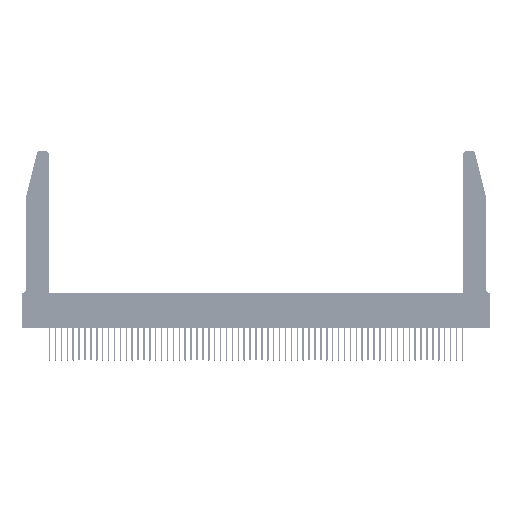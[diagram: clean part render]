
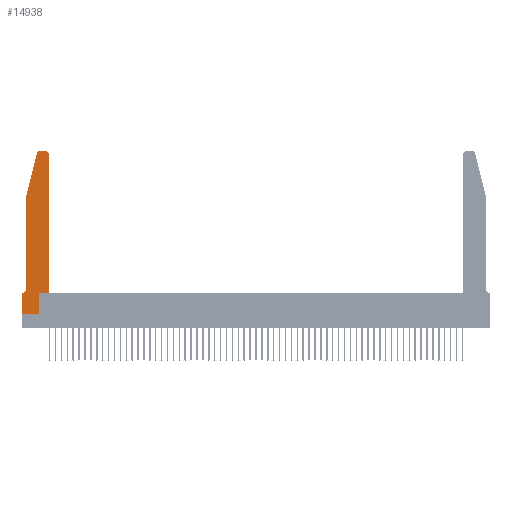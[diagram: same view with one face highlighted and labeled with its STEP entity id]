
A CAD part, top view. The second image highlights one B-rep face of the part: STEP entity #14938.
In plain terms, the highlighted planar face has unit normal (0, 0, 1).
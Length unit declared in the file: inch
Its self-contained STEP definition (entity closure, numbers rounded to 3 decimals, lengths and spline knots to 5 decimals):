
#217 = CARTESIAN_POINT ( 'NONE',  ( 0.2865, 0.35, 0.37 ) ) ;
#474 = VERTEX_POINT ( 'NONE', #12040 ) ;
#2125 = EDGE_CURVE ( 'NONE', #49610, #24304, #30887, .T. ) ;
#3137 = ORIENTED_EDGE ( 'NONE', *, *, #40070, .T. ) ;
#3256 = CARTESIAN_POINT ( 'NONE',  ( 0.0055, 0.42, 0.37 ) ) ;
#3316 = EDGE_CURVE ( 'NONE', #4543, #25244, #17147, .T. ) ;
#4103 = CARTESIAN_POINT ( 'NONE',  ( 0.4505, 2.72, 0.37 ) ) ;
#4543 = VERTEX_POINT ( 'NONE', #42273 ) ;
#4726 = VERTEX_POINT ( 'NONE', #4103 ) ;
#4744 = CARTESIAN_POINT ( 'NONE',  ( 0.2865, 0.35, 0.37 ) ) ;
#6561 = LINE ( 'NONE', #37383, #35258 ) ;
#7659 = VECTOR ( 'NONE', #40625, 39.37008 ) ;
#7697 = DIRECTION ( 'NONE',  ( -1., 0., 0. ) ) ;
#7867 = CARTESIAN_POINT ( 'NONE',  ( 0.4505, 0.35, 0.37 ) ) ;
#8209 = EDGE_CURVE ( 'NONE', #25244, #49610, #23695, .T. ) ;
#8549 = ORIENTED_EDGE ( 'NONE', *, *, #22806, .T. ) ;
#9625 = ORIENTED_EDGE ( 'NONE', *, *, #28371, .T. ) ;
#9740 = ORIENTED_EDGE ( 'NONE', *, *, #44887, .T. ) ;
#9881 = CARTESIAN_POINT ( 'NONE',  ( 0., 0.35, 0.37 ) ) ;
#11404 = CARTESIAN_POINT ( 'NONE',  ( 0.0755, 2., 0.37 ) ) ;
#12040 = CARTESIAN_POINT ( 'NONE',  ( 0.4505, 0.35, 0.37 ) ) ;
#12125 = DIRECTION ( 'NONE',  ( 0., 0., 1. ) ) ;
#12628 = CARTESIAN_POINT ( 'NONE',  ( 0.0055, 0.35, 0.37 ) ) ;
#12864 = VERTEX_POINT ( 'NONE', #217 ) ;
#12901 = CARTESIAN_POINT ( 'NONE',  ( 0.0755, 2., 0.37 ) ) ;
#13140 = ORIENTED_EDGE ( 'NONE', *, *, #3316, .T. ) ;
#14264 = EDGE_CURVE ( 'NONE', #16636, #12864, #53822, .T. ) ;
#14584 = CARTESIAN_POINT ( 'NONE',  ( 0., 0., 0.37 ) ) ;
#14592 = CARTESIAN_POINT ( 'NONE',  ( 0.0755, 0.35, 0.37 ) ) ;
#14938 = ADVANCED_FACE ( 'NONE', ( #23751 ), #33810, .T. ) ;
#15494 = EDGE_CURVE ( 'NONE', #50562, #21904, #6561, .T. ) ;
#16386 = ORIENTED_EDGE ( 'NONE', *, *, #48637, .T. ) ;
#16636 = VERTEX_POINT ( 'NONE', #28359 ) ;
#17147 = CIRCLE ( 'NONE', #35219, 0.07 ) ;
#17202 = LINE ( 'NONE', #44993, #27415 ) ;
#18996 = EDGE_CURVE ( 'NONE', #53326, #4543, #36199, .T. ) ;
#20143 = ORIENTED_EDGE ( 'NONE', *, *, #2125, .T. ) ;
#20949 = AXIS2_PLACEMENT_3D ( 'NONE', #38198, #12125, #42579 ) ;
#21041 = DIRECTION ( 'NONE',  ( -0.239, -0.971, 0. ) ) ;
#21451 = CARTESIAN_POINT ( 'NONE',  ( 0.4205, 2.72, 0.37 ) ) ;
#21904 = VERTEX_POINT ( 'NONE', #43731 ) ;
#22806 = EDGE_CURVE ( 'NONE', #24304, #16636, #17202, .T. ) ;
#23038 = CARTESIAN_POINT ( 'NONE',  ( 0., 0., 0.37 ) ) ;
#23695 = LINE ( 'NONE', #14592, #45459 ) ;
#23751 = FACE_OUTER_BOUND ( 'NONE', #45770, .T. ) ;
#24151 = DIRECTION ( 'NONE',  ( 0., 0., 1. ) ) ;
#24304 = VERTEX_POINT ( 'NONE', #23038 ) ;
#24713 = ORIENTED_EDGE ( 'NONE', *, *, #15494, .T. ) ;
#25244 = VERTEX_POINT ( 'NONE', #12628 ) ;
#25634 = CARTESIAN_POINT ( 'NONE',  ( 0.25487, 2.72718, 0.37 ) ) ;
#25827 = DIRECTION ( 'NONE',  ( 1., 0., 0. ) ) ;
#26743 = DIRECTION ( 'NONE',  ( 0., 1., 0. ) ) ;
#27415 = VECTOR ( 'NONE', #32053, 39.37008 ) ;
#28317 = EDGE_CURVE ( 'NONE', #12864, #474, #42697, .T. ) ;
#28359 = CARTESIAN_POINT ( 'NONE',  ( 0.2865, 0., 0.37 ) ) ;
#28371 = EDGE_CURVE ( 'NONE', #4726, #50562, #41319, .T. ) ;
#30423 = DIRECTION ( 'NONE',  ( 0., -1., 0. ) ) ;
#30887 = LINE ( 'NONE', #14584, #7659 ) ;
#31127 = VECTOR ( 'NONE', #55933, 39.37008 ) ;
#32053 = DIRECTION ( 'NONE',  ( 1., 0., 0. ) ) ;
#32909 = VECTOR ( 'NONE', #21041, 39.37008 ) ;
#33385 = CARTESIAN_POINT ( 'NONE',  ( 0.4205, 2.75, 0.37 ) ) ;
#33807 = DIRECTION ( 'NONE',  ( 0., 0., -1. ) ) ;
#33810 = PLANE ( 'NONE',  #20949 ) ;
#35219 = AXIS2_PLACEMENT_3D ( 'NONE', #3256, #33807, #7697 ) ;
#35258 = VECTOR ( 'NONE', #41755, 39.37008 ) ;
#36199 = LINE ( 'NONE', #12901, #46407 ) ;
#37383 = CARTESIAN_POINT ( 'NONE',  ( 0.2605, 2.75, 0.37 ) ) ;
#37557 = DIRECTION ( 'NONE',  ( 0., 1., 0. ) ) ;
#38198 = CARTESIAN_POINT ( 'NONE',  ( 0., 0.35, 0.37 ) ) ;
#38324 = ORIENTED_EDGE ( 'NONE', *, *, #8209, .T. ) ;
#38807 = AXIS2_PLACEMENT_3D ( 'NONE', #50224, #24151, #54632 ) ;
#39922 = AXIS2_PLACEMENT_3D ( 'NONE', #21451, #51929, #25827 ) ;
#40070 = EDGE_CURVE ( 'NONE', #21904, #46405, #56539, .T. ) ;
#40625 = DIRECTION ( 'NONE',  ( 0., -1., 0. ) ) ;
#41319 = CIRCLE ( 'NONE', #39922, 0.03 ) ;
#41704 = VECTOR ( 'NONE', #37557, 39.37008 ) ;
#41733 = CARTESIAN_POINT ( 'NONE',  ( 0.4505, 0.35, 0.37 ) ) ;
#41755 = DIRECTION ( 'NONE',  ( -1., 0., 0. ) ) ;
#42179 = VECTOR ( 'NONE', #26743, 39.37008 ) ;
#42273 = CARTESIAN_POINT ( 'NONE',  ( 0.0755, 0.42, 0.37 ) ) ;
#42414 = ORIENTED_EDGE ( 'NONE', *, *, #28317, .T. ) ;
#42579 = DIRECTION ( 'NONE',  ( 1., 0., 0. ) ) ;
#42697 = LINE ( 'NONE', #7867, #31127 ) ;
#43122 = LINE ( 'NONE', #47103, #32909 ) ;
#43438 = ORIENTED_EDGE ( 'NONE', *, *, #14264, .T. ) ;
#43731 = CARTESIAN_POINT ( 'NONE',  ( 0.284, 2.75, 0.37 ) ) ;
#44887 = EDGE_CURVE ( 'NONE', #474, #4726, #53343, .T. ) ;
#44993 = CARTESIAN_POINT ( 'NONE',  ( 0., 0., 0.37 ) ) ;
#45459 = VECTOR ( 'NONE', #49611, 39.37008 ) ;
#45770 = EDGE_LOOP ( 'NONE', ( #24713, #3137, #16386, #48615, #13140, #38324, #20143, #8549, #43438, #42414, #9740, #9625 ) ) ;
#46405 = VERTEX_POINT ( 'NONE', #25634 ) ;
#46407 = VECTOR ( 'NONE', #30423, 39.37008 ) ;
#47103 = CARTESIAN_POINT ( 'NONE',  ( 0.0755, 2., 0.37 ) ) ;
#48615 = ORIENTED_EDGE ( 'NONE', *, *, #18996, .T. ) ;
#48637 = EDGE_CURVE ( 'NONE', #46405, #53326, #43122, .T. ) ;
#49610 = VERTEX_POINT ( 'NONE', #9881 ) ;
#49611 = DIRECTION ( 'NONE',  ( -1., 0., 0. ) ) ;
#50224 = CARTESIAN_POINT ( 'NONE',  ( 0.284, 2.72, 0.37 ) ) ;
#50562 = VERTEX_POINT ( 'NONE', #33385 ) ;
#51929 = DIRECTION ( 'NONE',  ( 0., 0., 1. ) ) ;
#53326 = VERTEX_POINT ( 'NONE', #11404 ) ;
#53343 = LINE ( 'NONE', #41733, #41704 ) ;
#53822 = LINE ( 'NONE', #4744, #42179 ) ;
#54632 = DIRECTION ( 'NONE',  ( 1., 0., 0. ) ) ;
#55933 = DIRECTION ( 'NONE',  ( 1., 0., 0. ) ) ;
#56539 = CIRCLE ( 'NONE', #38807, 0.03 ) ;
